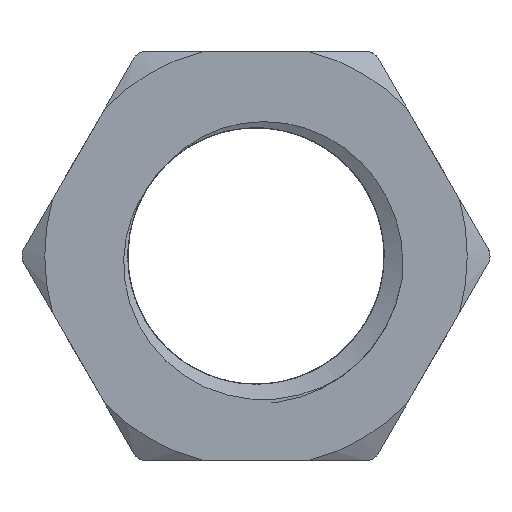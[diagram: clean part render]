
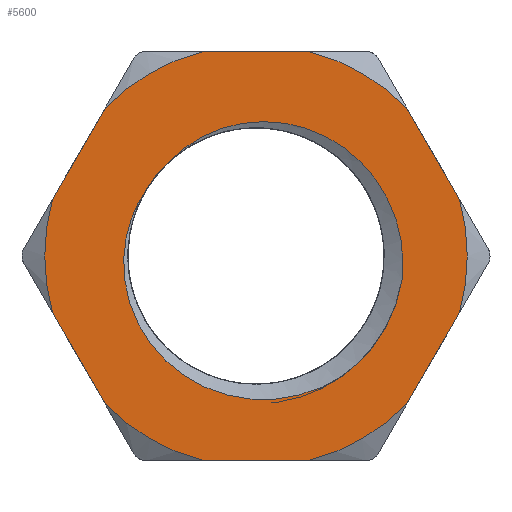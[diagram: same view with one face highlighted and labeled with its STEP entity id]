
A CAD part, left-side view. The second image highlights one B-rep face of the part: STEP entity #5600.
In plain terms, the highlighted planar face has unit normal (-1, 0, 0).
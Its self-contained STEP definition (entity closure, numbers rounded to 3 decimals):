
#1709=CARTESIAN_POINT('',(-11.3,0.,0.));
#1710=DIRECTION('',(-1.,0.,0.));
#1711=DIRECTION('',(0.,0.675,0.738));
#1712=AXIS2_PLACEMENT_3D('',#1709,#1710,#1711);
#1714=CARTESIAN_POINT('',(-11.3,-3.037,-4.141));
#1715=CARTESIAN_POINT('',(-11.3,-2.816,-4.287));
#1716=CARTESIAN_POINT('',(-11.3,-2.357,-4.542));
#1717=CARTESIAN_POINT('',(-11.3,-1.611,-4.817));
#1718=CARTESIAN_POINT('',(-11.3,-0.84,-4.969));
#1719=CARTESIAN_POINT('',(-11.3,-0.062,-5.001));
#1720=CARTESIAN_POINT('',(-11.3,0.714,-4.91));
#1721=CARTESIAN_POINT('',(-11.3,1.455,-4.703));
#1722=CARTESIAN_POINT('',(-11.3,2.156,-4.382));
#1723=CARTESIAN_POINT('',(-11.3,2.791,-3.96));
#1724=CARTESIAN_POINT('',(-11.3,3.346,-3.449));
#1725=CARTESIAN_POINT('',(-11.3,3.814,-2.86));
#1726=CARTESIAN_POINT('',(-11.3,4.183,-2.203));
#1727=CARTESIAN_POINT('',(-11.3,4.445,-1.49));
#1728=CARTESIAN_POINT('',(-11.3,4.584,-0.759));
#1729=CARTESIAN_POINT('',(-11.3,4.606,-0.06));
#1730=CARTESIAN_POINT('',(-11.3,4.531,0.592));
#1731=CARTESIAN_POINT('',(-11.3,4.372,1.204));
#1732=CARTESIAN_POINT('',(-11.3,4.13,1.788));
#1733=CARTESIAN_POINT('',(-11.3,3.914,2.153));
#1734=CARTESIAN_POINT('',(-11.3,3.791,2.33));
#1736=CARTESIAN_POINT('',(-11.3,-5.069,-0.824));
#1737=CARTESIAN_POINT('',(-11.3,-5.026,-1.087));
#1738=CARTESIAN_POINT('',(-11.3,-4.901,-1.601));
#1739=CARTESIAN_POINT('',(-11.3,-4.592,-2.344));
#1740=CARTESIAN_POINT('',(-11.3,-4.174,-3.026));
#1741=CARTESIAN_POINT('',(-11.3,-3.657,-3.634));
#1742=CARTESIAN_POINT('',(-11.3,-3.254,-3.982));
#1743=CARTESIAN_POINT('',(-11.3,-3.037,-4.141));
#1745=CARTESIAN_POINT('',(-11.3,3.004,3.283));
#1746=CARTESIAN_POINT('',(-11.3,2.841,3.452));
#1747=CARTESIAN_POINT('',(-11.3,2.492,3.761));
#1748=CARTESIAN_POINT('',(-11.3,1.891,4.145));
#1749=CARTESIAN_POINT('',(-11.3,1.233,4.431));
#1750=CARTESIAN_POINT('',(-11.3,0.536,4.611));
#1751=CARTESIAN_POINT('',(-11.3,-0.189,4.682));
#1752=CARTESIAN_POINT('',(-11.3,-0.92,4.638));
#1753=CARTESIAN_POINT('',(-11.3,-1.639,4.482));
#1754=CARTESIAN_POINT('',(-11.3,-2.333,4.212));
#1755=CARTESIAN_POINT('',(-11.3,-2.977,3.838));
#1756=CARTESIAN_POINT('',(-11.3,-3.563,3.365));
#1757=CARTESIAN_POINT('',(-11.3,-4.071,2.803));
#1758=CARTESIAN_POINT('',(-11.3,-4.489,2.169));
#1759=CARTESIAN_POINT('',(-11.3,-4.809,1.468));
#1760=CARTESIAN_POINT('',(-11.3,-5.018,0.728));
#1761=CARTESIAN_POINT('',(-11.3,-5.112,-0.044));
#1762=CARTESIAN_POINT('',(-11.3,-5.097,-0.563));
#1763=CARTESIAN_POINT('',(-11.3,-5.069,-0.824));
#1765=DIRECTION('',(0.,0.5,-0.866));
#1766=VECTOR('',#1765,3.662);
#1767=CARTESIAN_POINT('',(-11.3,5.233,5.136));
#1768=LINE('',#1767,#1766);
#1769=CARTESIAN_POINT('',(-11.3,0.,0.));
#1770=DIRECTION('',(1.,0.,0.));
#1771=DIRECTION('',(0.,0.714,0.7));
#1772=AXIS2_PLACEMENT_3D('',#1769,#1770,#1771);
#1774=DIRECTION('',(0.,1.,0.));
#1775=VECTOR('',#1774,3.662);
#1776=CARTESIAN_POINT('',(-11.3,-1.831,7.1));
#1777=LINE('',#1776,#1775);
#1778=CARTESIAN_POINT('',(-11.3,0.,0.));
#1779=DIRECTION('',(1.,0.,0.));
#1780=DIRECTION('',(0.,-0.25,0.968));
#1781=AXIS2_PLACEMENT_3D('',#1778,#1779,#1780);
#1783=DIRECTION('',(0.,0.5,0.866));
#1784=VECTOR('',#1783,3.662);
#1785=CARTESIAN_POINT('',(-11.3,-7.064,1.964));
#1786=LINE('',#1785,#1784);
#1787=DIRECTION('',(0.,-0.5,0.866));
#1788=VECTOR('',#1787,3.662);
#1789=CARTESIAN_POINT('',(-11.3,-5.233,-5.136));
#1790=LINE('',#1789,#1788);
#1791=CARTESIAN_POINT('',(-11.3,0.,0.));
#1792=DIRECTION('',(1.,0.,0.));
#1793=DIRECTION('',(0.,-0.714,-0.7));
#1794=AXIS2_PLACEMENT_3D('',#1791,#1792,#1793);
#1796=DIRECTION('',(0.,-1.,0.));
#1797=VECTOR('',#1796,3.662);
#1798=CARTESIAN_POINT('',(-11.3,1.831,-7.1));
#1799=LINE('',#1798,#1797);
#1800=CARTESIAN_POINT('',(-11.3,0.,0.));
#1801=DIRECTION('',(1.,0.,0.));
#1802=DIRECTION('',(0.,0.25,-0.968));
#1803=AXIS2_PLACEMENT_3D('',#1800,#1801,#1802);
#1805=DIRECTION('',(0.,-0.5,-0.866));
#1806=VECTOR('',#1805,3.662);
#1807=CARTESIAN_POINT('',(-11.3,7.064,-1.964));
#1808=LINE('',#1807,#1806);
#1817=CARTESIAN_POINT('',(-11.3,0.,0.));
#1818=DIRECTION('',(-1.,0.,0.));
#1819=DIRECTION('',(0.,-0.963,-0.268));
#1820=AXIS2_PLACEMENT_3D('',#1817,#1818,#1819);
#1846=CARTESIAN_POINT('',(-11.3,0.,0.));
#1847=DIRECTION('',(-1.,0.,0.));
#1848=DIRECTION('',(0.,0.963,0.268));
#1849=AXIS2_PLACEMENT_3D('',#1846,#1847,#1848);
#3647=CARTESIAN_POINT('',(-11.3,5.233,5.136));
#3648=CARTESIAN_POINT('',(-11.3,1.831,7.1));
#3649=VERTEX_POINT('',#3647);
#3650=VERTEX_POINT('',#3648);
#3651=CARTESIAN_POINT('',(-11.3,-1.831,7.1));
#3652=CARTESIAN_POINT('',(-11.3,-5.233,5.136));
#3653=VERTEX_POINT('',#3651);
#3654=VERTEX_POINT('',#3652);
#3655=CARTESIAN_POINT('',(-11.3,-5.233,-5.136));
#3656=CARTESIAN_POINT('',(-11.3,-1.831,-7.1));
#3657=VERTEX_POINT('',#3655);
#3658=VERTEX_POINT('',#3656);
#3659=CARTESIAN_POINT('',(-11.3,1.831,-7.1));
#3660=CARTESIAN_POINT('',(-11.3,5.233,-5.136));
#3661=VERTEX_POINT('',#3659);
#3662=VERTEX_POINT('',#3660);
#3671=CARTESIAN_POINT('',(-11.3,-7.064,-1.964));
#3672=VERTEX_POINT('',#3671);
#3673=CARTESIAN_POINT('',(-11.3,-7.064,1.964));
#3674=VERTEX_POINT('',#3673);
#3675=CARTESIAN_POINT('',(-11.3,7.064,1.964));
#3676=VERTEX_POINT('',#3675);
#3677=CARTESIAN_POINT('',(-11.3,7.064,-1.964));
#3678=VERTEX_POINT('',#3677);
#3755=VERTEX_POINT('',#1736);
#3756=VERTEX_POINT('',#1743);
#3771=CARTESIAN_POINT('',(-11.3,3.004,3.283));
#3772=CARTESIAN_POINT('',(-11.3,3.791,2.33));
#3773=VERTEX_POINT('',#3771);
#3774=VERTEX_POINT('',#3772);
#5563=CARTESIAN_POINT('',(-11.3,0.,0.));
#5564=DIRECTION('',(-1.,0.,0.));
#5565=DIRECTION('',(0.,0.,1.));
#5566=AXIS2_PLACEMENT_3D('',#5563,#5564,#5565);
#5567=PLANE('',#5566);
#5569=ORIENTED_EDGE('',*,*,#5568,.F.);
#5571=ORIENTED_EDGE('',*,*,#5570,.F.);
#5573=ORIENTED_EDGE('',*,*,#5572,.T.);
#5575=ORIENTED_EDGE('',*,*,#5574,.F.);
#5577=ORIENTED_EDGE('',*,*,#5576,.T.);
#5579=ORIENTED_EDGE('',*,*,#5578,.F.);
#5581=ORIENTED_EDGE('',*,*,#5580,.F.);
#5583=ORIENTED_EDGE('',*,*,#5582,.F.);
#5585=ORIENTED_EDGE('',*,*,#5584,.T.);
#5587=ORIENTED_EDGE('',*,*,#5586,.F.);
#5589=ORIENTED_EDGE('',*,*,#5588,.T.);
#5591=ORIENTED_EDGE('',*,*,#5590,.F.);
#5592=EDGE_LOOP('',(#5569,#5571,#5573,#5575,#5577,#5579,#5581,#5583,#5585,#5587,
#5589,#5591));
#5593=FACE_OUTER_BOUND('',#5592,.F.);
#5594=ORIENTED_EDGE('',*,*,#4273,.T.);
#5595=ORIENTED_EDGE('',*,*,#4620,.F.);
#5596=ORIENTED_EDGE('',*,*,#5555,.F.);
#5597=ORIENTED_EDGE('',*,*,#4251,.F.);
#5598=EDGE_LOOP('',(#5594,#5595,#5596,#5597));
#5599=FACE_BOUND('',#5598,.F.);
#1713=CIRCLE('',#1712,4.45);
#1735=B_SPLINE_CURVE_WITH_KNOTS('',3,(#1714,#1715,#1716,#1717,#1718,#1719,#1720,
#1721,#1722,#1723,#1724,#1725,#1726,#1727,#1728,#1729,#1730,#1731,#1732,#1733,
#1734),.UNSPECIFIED.,.F.,.F.,(4,1,1,1,1,1,1,1,1,1,1,1,1,1,1,1,1,1,4),(0.,
0.056,0.111,0.167,0.222,
0.278,0.333,0.389,0.444,0.5,
0.556,0.611,0.667,0.722,
0.778,0.833,0.889,0.944,1.),
.UNSPECIFIED.);
#1744=B_SPLINE_CURVE_WITH_KNOTS('',3,(#1736,#1737,#1738,#1739,#1740,#1741,#1742,
#1743),.UNSPECIFIED.,.F.,.F.,(4,1,1,1,1,4),(0.,0.2,0.4,0.6,0.8,1.),
.UNSPECIFIED.);
#1764=B_SPLINE_CURVE_WITH_KNOTS('',3,(#1745,#1746,#1747,#1748,#1749,#1750,#1751,
#1752,#1753,#1754,#1755,#1756,#1757,#1758,#1759,#1760,#1761,#1762,#1763),
.UNSPECIFIED.,.F.,.F.,(4,1,1,1,1,1,1,1,1,1,1,1,1,1,1,1,4),(0.,0.063,0.125,
0.188,0.25,0.313,0.375,0.438,0.5,0.563,0.625,0.688,
0.75,0.813,0.875,0.938,1.),.UNSPECIFIED.);
#1773=CIRCLE('',#1772,7.332);
#1782=CIRCLE('',#1781,7.332);
#1795=CIRCLE('',#1794,7.332);
#1804=CIRCLE('',#1803,7.332);
#1821=CIRCLE('',#1820,7.332);
#1850=CIRCLE('',#1849,7.332);
#4251=EDGE_CURVE('',#3773,#3755,#1764,.T.);
#4273=EDGE_CURVE('',#3773,#3774,#1713,.T.);
#4620=EDGE_CURVE('',#3756,#3774,#1735,.T.);
#5555=EDGE_CURVE('',#3755,#3756,#1744,.T.);
#5568=EDGE_CURVE('',#3676,#3678,#1850,.T.);
#5570=EDGE_CURVE('',#3649,#3676,#1768,.T.);
#5572=EDGE_CURVE('',#3649,#3650,#1773,.T.);
#5574=EDGE_CURVE('',#3653,#3650,#1777,.T.);
#5576=EDGE_CURVE('',#3653,#3654,#1782,.T.);
#5578=EDGE_CURVE('',#3674,#3654,#1786,.T.);
#5580=EDGE_CURVE('',#3672,#3674,#1821,.T.);
#5582=EDGE_CURVE('',#3657,#3672,#1790,.T.);
#5584=EDGE_CURVE('',#3657,#3658,#1795,.T.);
#5586=EDGE_CURVE('',#3661,#3658,#1799,.T.);
#5588=EDGE_CURVE('',#3661,#3662,#1804,.T.);
#5590=EDGE_CURVE('',#3678,#3662,#1808,.T.);
#5600=ADVANCED_FACE('',(#5593,#5599),#5567,.T.);
